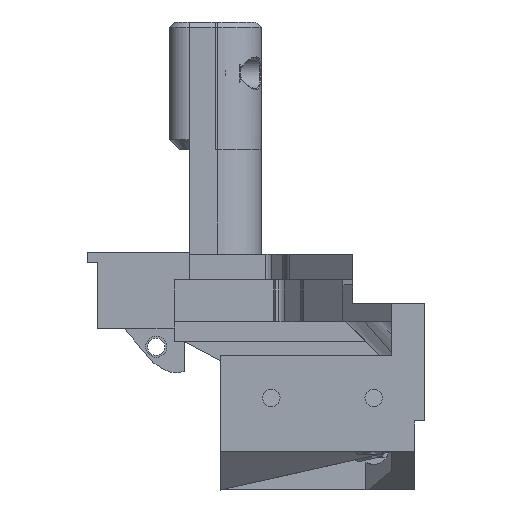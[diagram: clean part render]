
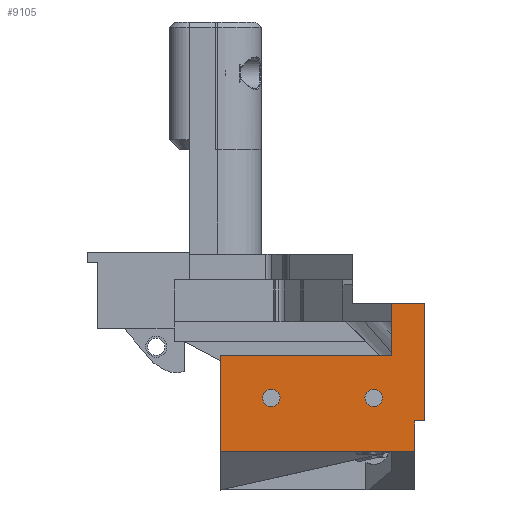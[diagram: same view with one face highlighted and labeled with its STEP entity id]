
A CAD part, left-side view. The second image highlights one B-rep face of the part: STEP entity #9105.
In plain terms, the highlighted planar face has unit normal (-1, 0, 0).
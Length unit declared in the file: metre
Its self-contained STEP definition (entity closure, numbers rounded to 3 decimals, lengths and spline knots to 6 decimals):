
#475=CIRCLE('',#10133,0.0017);
#476=CIRCLE('',#10134,0.0017);
#1407=ORIENTED_EDGE('',*,*,#3665,.T.);
#1408=ORIENTED_EDGE('',*,*,#3754,.F.);
#1409=ORIENTED_EDGE('',*,*,#3755,.T.);
#1410=ORIENTED_EDGE('',*,*,#3756,.T.);
#1411=ORIENTED_EDGE('',*,*,#3456,.F.);
#1412=ORIENTED_EDGE('',*,*,#3722,.T.);
#1413=ORIENTED_EDGE('',*,*,#3712,.T.);
#1414=ORIENTED_EDGE('',*,*,#3720,.T.);
#1415=ORIENTED_EDGE('',*,*,#3757,.F.);
#1416=ORIENTED_EDGE('',*,*,#3758,.F.);
#3456=EDGE_CURVE('',#4722,#4723,#5551,.T.);
#3665=EDGE_CURVE('',#4878,#4877,#5721,.T.);
#3712=EDGE_CURVE('',#4917,#4916,#5763,.T.);
#3720=EDGE_CURVE('',#4916,#4878,#5768,.T.);
#3722=EDGE_CURVE('',#4722,#4917,#5770,.T.);
#3754=EDGE_CURVE('',#4947,#4877,#5789,.T.);
#3755=EDGE_CURVE('',#4947,#4948,#5790,.T.);
#3756=EDGE_CURVE('',#4948,#4723,#5791,.T.);
#3757=EDGE_CURVE('',#4949,#4949,#475,.T.);
#3758=EDGE_CURVE('',#4950,#4950,#476,.T.);
#4722=VERTEX_POINT('',#14245);
#4723=VERTEX_POINT('',#14247);
#4877=VERTEX_POINT('',#14954);
#4878=VERTEX_POINT('',#14956);
#4916=VERTEX_POINT('',#15049);
#4917=VERTEX_POINT('',#15051);
#4947=VERTEX_POINT('',#15148);
#4948=VERTEX_POINT('',#15150);
#4949=VERTEX_POINT('',#15153);
#4950=VERTEX_POINT('',#15155);
#5551=LINE('',#14246,#6539);
#5721=LINE('',#14955,#6709);
#5763=LINE('',#15050,#6751);
#5768=LINE('',#15076,#6756);
#5770=LINE('',#15079,#6758);
#5789=LINE('',#15147,#6777);
#5790=LINE('',#15149,#6778);
#5791=LINE('',#15151,#6779);
#6539=VECTOR('',#10962,1.);
#6709=VECTOR('',#11288,1.);
#6751=VECTOR('',#11358,1.);
#6756=VECTOR('',#11365,1.);
#6758=VECTOR('',#11369,1.);
#6777=VECTOR('',#11436,1.);
#6778=VECTOR('',#11437,1.);
#6779=VECTOR('',#11438,1.);
#7659=EDGE_LOOP('',(#1407,#1408,#1409,#1410,#1411,#1412,#1413,#1414));
#7660=EDGE_LOOP('',(#1415));
#7661=EDGE_LOOP('',(#1416));
#8240=FACE_BOUND('',#7659,.T.);
#8241=FACE_BOUND('',#7660,.T.);
#8242=FACE_BOUND('',#7661,.T.);
#8700=PLANE('',#10132);
#9105=ADVANCED_FACE('',(#8240,#8241,#8242),#8700,.F.);
#10132=AXIS2_PLACEMENT_3D('',#15146,#11434,#11435);
#10133=AXIS2_PLACEMENT_3D('',#15152,#11439,#11440);
#10134=AXIS2_PLACEMENT_3D('',#15154,#11441,#11442);
#10962=DIRECTION('',(0.,1.,0.));
#11288=DIRECTION('',(0.,1.,0.));
#11358=DIRECTION('',(0.,-1.,0.));
#11365=DIRECTION('',(0.,0.,1.));
#11369=DIRECTION('',(0.,0.,1.));
#11434=DIRECTION('',(1.,0.,0.));
#11435=DIRECTION('',(0.,1.,0.));
#11436=DIRECTION('',(0.,0.,1.));
#11437=DIRECTION('',(0.,1.,0.));
#11438=DIRECTION('',(0.,0.,-1.));
#11439=DIRECTION('',(-1.,0.,0.));
#11440=DIRECTION('',(0.,0.,1.));
#11441=DIRECTION('',(-1.,0.,0.));
#11442=DIRECTION('',(0.,0.,1.));
#14245=CARTESIAN_POINT('',(-0.1836,0.141,-0.049));
#14246=CARTESIAN_POINT('',(-0.1836,0.14025,-0.049));
#14247=CARTESIAN_POINT('',(-0.1836,0.179,-0.049));
#14954=CARTESIAN_POINT('',(-0.1836,0.1455,-0.0201));
#14955=CARTESIAN_POINT('',(-0.1836,0.172,-0.0201));
#14956=CARTESIAN_POINT('',(-0.1836,0.139,-0.0201));
#15049=CARTESIAN_POINT('',(-0.1836,0.139,-0.043));
#15050=CARTESIAN_POINT('',(-0.1836,0.172,-0.043));
#15051=CARTESIAN_POINT('',(-0.1836,0.141,-0.043));
#15076=CARTESIAN_POINT('',(-0.1836,0.139,-0.0325));
#15079=CARTESIAN_POINT('',(-0.1836,0.141,-0.028));
#15146=CARTESIAN_POINT('',(-0.1836,0.172,-0.028));
#15147=CARTESIAN_POINT('',(-0.1836,0.1455,-0.028));
#15148=CARTESIAN_POINT('',(-0.1836,0.1455,-0.0302));
#15149=CARTESIAN_POINT('',(-0.1836,0.172,-0.0302));
#15150=CARTESIAN_POINT('',(-0.1836,0.179,-0.0302));
#15151=CARTESIAN_POINT('',(-0.1836,0.179,-0.028));
#15152=CARTESIAN_POINT('',(-0.1836,0.169,-0.0385));
#15153=CARTESIAN_POINT('',(-0.1836,0.169,-0.0368));
#15154=CARTESIAN_POINT('',(-0.1836,0.149,-0.0385));
#15155=CARTESIAN_POINT('',(-0.1836,0.149,-0.0368));
